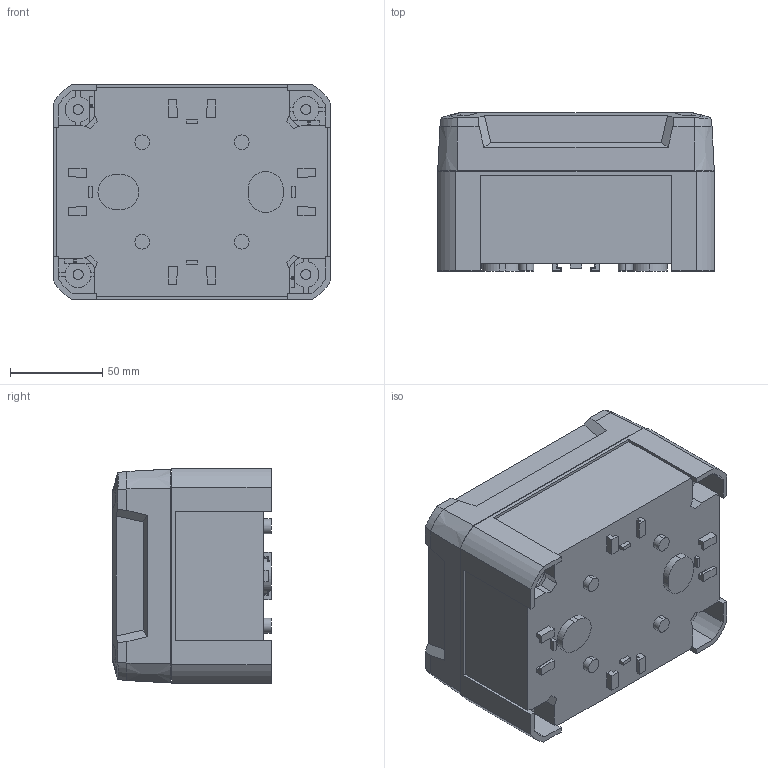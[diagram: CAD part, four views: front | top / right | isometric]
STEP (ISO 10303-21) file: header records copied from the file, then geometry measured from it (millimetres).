
FILE_DESCRIPTION (( 'STEP AP214' ), '1' );
FILE_NAME ('2005602.STP', '2019-12-10T13:18:53', ( '' ), ( '' ), 'SwSTEP 2.0', 'SolidWorks 2018', '' );
FILE_SCHEMA (( 'AUTOMOTIVE_DESIGN' ));
Length unit declared in the file: millimetre
Products named in the file (8): ED170-04-02_Standard; 2005602; 077060_X06BC-0; 050499_Standard; 116133_55; 087700_Standard; P_0000009421_1_Standard; 113229_Standard
Assembly tree (12 placements, depth 3):
  2005602
    077060_X06BC-0
    113229_Standard
      050499_Standard
      P_0000009421_1_Standard
    087700_Standard  x4
    ED170-04-02_Standard  x2
    116133_55  x2
Bounding box: 150.6 x 85.91 x 116.6 mm (x, y, z)
Volume: 343647.5 mm3; surface area: 213286.9 mm2
Topology: 11 solids, 15 shells, 1290 faces, 3378 edges, 2135 vertices
Faces by surface type: plane 747, cylinder 250, cone 149, torus 88, bspline 56
Entity records: 38731 total; most frequent: CARTESIAN_POINT 9587, ORIENTED_EDGE 6156, DIRECTION 5668, EDGE_CURVE 3078, VERTEX_POINT 1943, VECTOR 1896, LINE 1896, AXIS2_PLACEMENT_3D 1886
